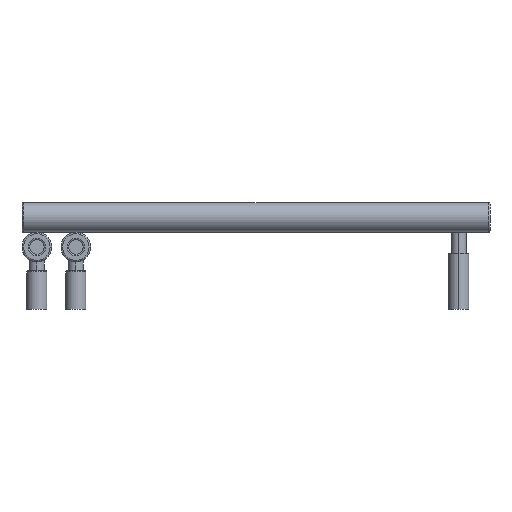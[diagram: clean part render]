
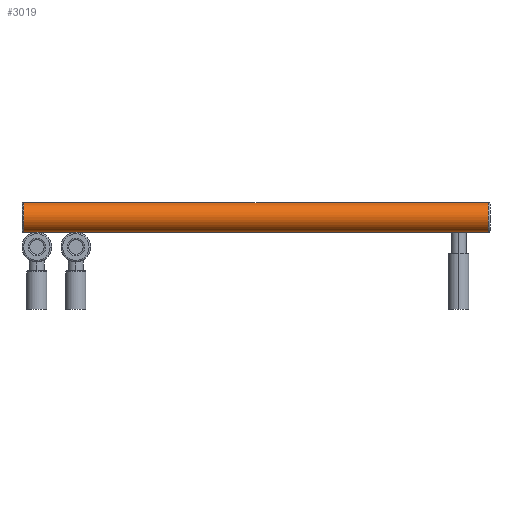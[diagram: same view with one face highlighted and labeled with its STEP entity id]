
A CAD part, front view. The second image highlights one B-rep face of the part: STEP entity #3019.
In plain terms, the highlighted cylindrical face has radius 19 mm (diameter 38 mm), a partial arc.
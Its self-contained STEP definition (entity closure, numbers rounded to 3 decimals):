
#2866=DIRECTION('',(1.,0.,0.));
#2867=VECTOR('',#2866,596.);
#2868=CARTESIAN_POINT('',(2.,19.,19.));
#2869=LINE('',#2868,#2867);
#2881=CARTESIAN_POINT('',(2.,19.,38.));
#2882=DIRECTION('',(-1.,0.,0.));
#2883=DIRECTION('',(0.,0.,-1.));
#2884=AXIS2_PLACEMENT_3D('',#2881,#2882,#2883);
#2889=DIRECTION('',(1.,0.,0.));
#2890=VECTOR('',#2889,596.);
#2891=CARTESIAN_POINT('',(2.,19.,57.));
#2892=LINE('',#2891,#2890);
#2896=CARTESIAN_POINT('',(598.,19.,38.));
#2897=DIRECTION('',(1.,0.,0.));
#2898=DIRECTION('',(0.,0.,1.));
#2899=AXIS2_PLACEMENT_3D('',#2896,#2897,#2898);
#2940=CARTESIAN_POINT('',(2.,19.,19.));
#2941=CARTESIAN_POINT('',(2.,19.,57.));
#2942=VERTEX_POINT('',#2940);
#2943=VERTEX_POINT('',#2941);
#2948=CARTESIAN_POINT('',(598.,19.,57.));
#2949=CARTESIAN_POINT('',(598.,19.,19.));
#2950=VERTEX_POINT('',#2948);
#2951=VERTEX_POINT('',#2949);
#3007=CARTESIAN_POINT('',(0.,19.,38.));
#3008=DIRECTION('',(1.,0.,0.));
#3009=DIRECTION('',(0.,0.,-1.));
#3010=AXIS2_PLACEMENT_3D('',#3007,#3008,#3009);
#3011=CYLINDRICAL_SURFACE('',#3010,19.);
#3012=ORIENTED_EDGE('',*,*,#2972,.T.);
#3013=ORIENTED_EDGE('',*,*,#3002,.T.);
#3015=ORIENTED_EDGE('',*,*,#3014,.T.);
#3016=ORIENTED_EDGE('',*,*,#2998,.F.);
#3017=EDGE_LOOP('',(#3012,#3013,#3015,#3016));
#3018=FACE_OUTER_BOUND('',#3017,.F.);
#2885=CIRCLE('',#2884,19.);
#2900=CIRCLE('',#2899,19.);
#2972=EDGE_CURVE('',#2942,#2943,#2885,.T.);
#2998=EDGE_CURVE('',#2942,#2951,#2869,.T.);
#3002=EDGE_CURVE('',#2943,#2950,#2892,.T.);
#3014=EDGE_CURVE('',#2950,#2951,#2900,.T.);
#3019=ADVANCED_FACE('',(#3018),#3011,.T.);
